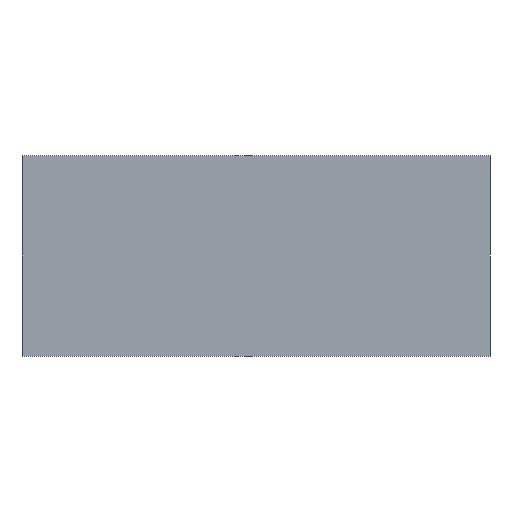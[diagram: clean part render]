
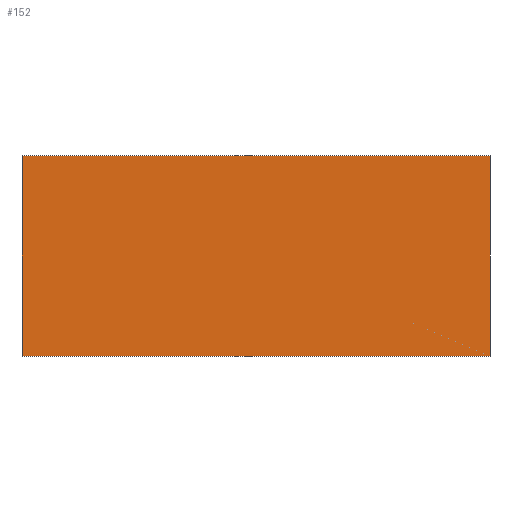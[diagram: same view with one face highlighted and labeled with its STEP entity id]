
A CAD part, left-side view. The second image highlights one B-rep face of the part: STEP entity #152.
In plain terms, the highlighted planar face has unit normal (-1, 0, 0).
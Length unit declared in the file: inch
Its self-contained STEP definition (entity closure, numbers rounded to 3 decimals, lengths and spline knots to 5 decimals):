
#24=PLANE('',#178);
#32=FACE_OUTER_BOUND('',#44,.T.);
#44=EDGE_LOOP('',(#139,#140,#141,#142));
#47=LINE('',#235,#61);
#51=LINE('',#243,#65);
#54=LINE('',#249,#68);
#57=LINE('',#254,#71);
#61=VECTOR('',#197,0.3937);
#65=VECTOR('',#203,0.3937);
#68=VECTOR('',#208,0.3937);
#71=VECTOR('',#213,0.3937);
#81=VERTEX_POINT('',#233);
#82=VERTEX_POINT('',#234);
#85=VERTEX_POINT('',#242);
#87=VERTEX_POINT('',#248);
#95=EDGE_CURVE('',#81,#82,#47,.T.);
#99=EDGE_CURVE('',#85,#81,#51,.T.);
#102=EDGE_CURVE('',#87,#85,#54,.T.);
#105=EDGE_CURVE('',#82,#87,#57,.T.);
#139=ORIENTED_EDGE('',*,*,#105,.F.);
#140=ORIENTED_EDGE('',*,*,#95,.F.);
#141=ORIENTED_EDGE('',*,*,#99,.F.);
#142=ORIENTED_EDGE('',*,*,#102,.F.);
#152=ADVANCED_FACE('',(#32),#24,.F.);
#178=AXIS2_PLACEMENT_3D('',#257,#217,#218);
#197=DIRECTION('',(0.,-1.,0.));
#203=DIRECTION('',(0.,0.,1.));
#208=DIRECTION('',(0.,1.,0.));
#213=DIRECTION('',(0.,0.,-1.));
#217=DIRECTION('center_axis',(1.,0.,0.));
#218=DIRECTION('ref_axis',(0.,1.,0.));
#233=CARTESIAN_POINT('',(0.,3.5,1.5));
#234=CARTESIAN_POINT('',(0.,0.,1.5));
#235=CARTESIAN_POINT('',(0.,3.5,1.5));
#242=CARTESIAN_POINT('',(0.,3.5,0.));
#243=CARTESIAN_POINT('',(0.,3.5,0.));
#248=CARTESIAN_POINT('',(0.,0.,0.));
#249=CARTESIAN_POINT('',(0.,0.,0.));
#254=CARTESIAN_POINT('',(0.,0.,1.5));
#257=CARTESIAN_POINT('Origin',(0.,1.75,0.75));
